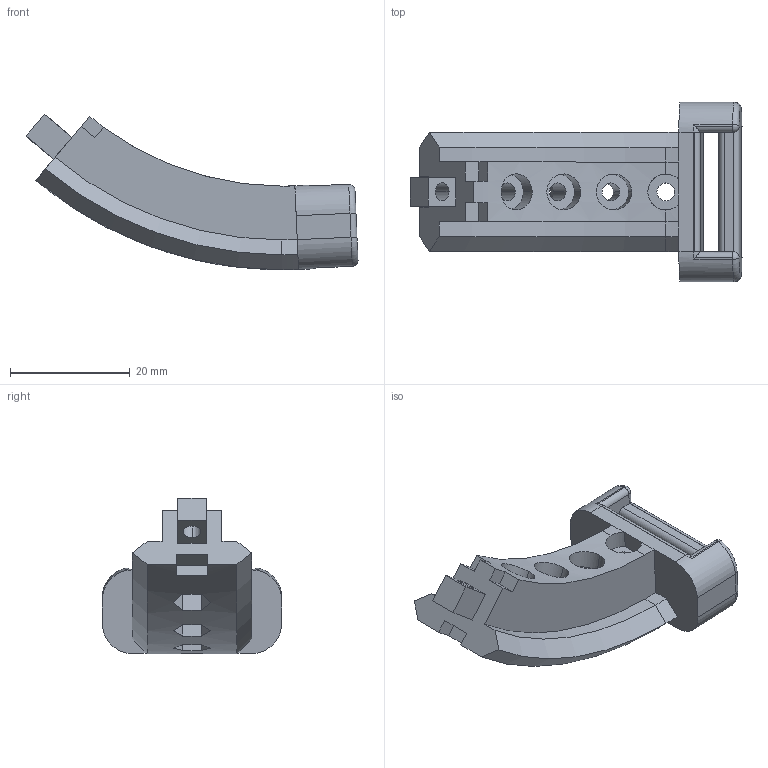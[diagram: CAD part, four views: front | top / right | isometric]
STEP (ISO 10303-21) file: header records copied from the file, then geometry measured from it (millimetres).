
FILE_DESCRIPTION (( 'STEP AP214' ), '1' );
FILE_NAME ('賑遠R50鼠芛.', '2024-11-26T10:44:00', ( '' ), ( '' ), 'SwSTEP 2.0', 'SolidWorks 2024', '' );
FILE_SCHEMA (( 'AUTOMOTIVE_DESIGN' ));
Length unit declared in the file: millimetre
Products named in the file (1): 滑环R50公头
Bounding box: 55.51 x 30 x 26.03 mm (x, y, z)
Volume: 9319.4 mm3; surface area: 5436.6 mm2
Topology: 1 solids, 1 shells, 136 faces, 355 edges, 222 vertices
Faces by surface type: plane 65, cylinder 51, torus 8, sphere 6, cone 6
Entity records: 4414 total; most frequent: CARTESIAN_POINT 1063, ORIENTED_EDGE 702, DIRECTION 695, EDGE_CURVE 351, AXIS2_PLACEMENT_3D 246, VERTEX_POINT 222, LINE 203, VECTOR 203
